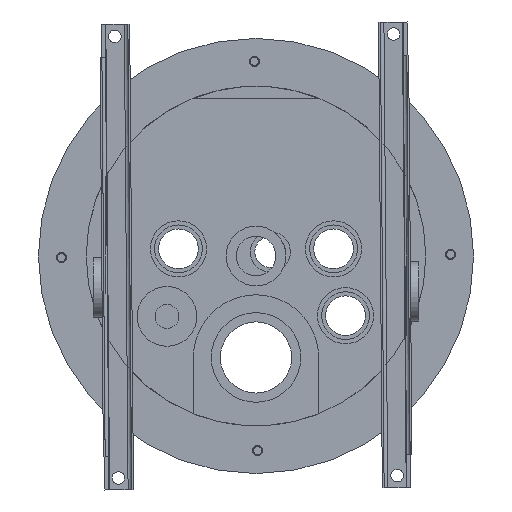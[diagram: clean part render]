
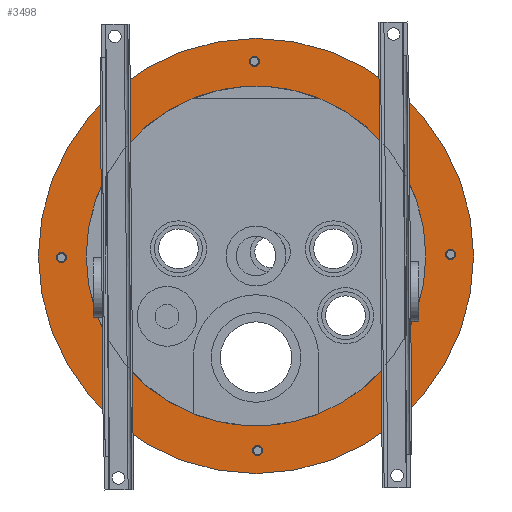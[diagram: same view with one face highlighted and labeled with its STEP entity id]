
A CAD part, front view. The second image highlights one B-rep face of the part: STEP entity #3498.
In plain terms, the highlighted face is planar.
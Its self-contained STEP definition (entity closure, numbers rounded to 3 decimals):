
#519=FACE_BOUND('',#1004,.T.);
#520=FACE_BOUND('',#1005,.T.);
#521=FACE_BOUND('',#1006,.T.);
#522=FACE_BOUND('',#1007,.T.);
#523=FACE_BOUND('',#1008,.T.);
#620=PLANE('',#3987);
#771=FACE_OUTER_BOUND('',#1003,.T.);
#1003=EDGE_LOOP('',(#3069));
#1004=EDGE_LOOP('',(#3070));
#1005=EDGE_LOOP('',(#3071));
#1006=EDGE_LOOP('',(#3072));
#1007=EDGE_LOOP('',(#3073));
#1008=EDGE_LOOP('',(#3074));
#1602=CIRCLE('',#3801,4.2);
#1604=CIRCLE('',#3804,4.2);
#1606=CIRCLE('',#3807,4.2);
#1608=CIRCLE('',#3810,4.2);
#1634=CIRCLE('',#3847,142.25);
#1690=CIRCLE('',#3984,182.25);
#1853=VERTEX_POINT('',#5520);
#1855=VERTEX_POINT('',#5526);
#1857=VERTEX_POINT('',#5532);
#1859=VERTEX_POINT('',#5538);
#1906=VERTEX_POINT('',#5658);
#1985=VERTEX_POINT('',#5963);
#2142=EDGE_CURVE('',#1853,#1853,#1602,.T.);
#2145=EDGE_CURVE('',#1855,#1855,#1604,.T.);
#2148=EDGE_CURVE('',#1857,#1857,#1606,.T.);
#2151=EDGE_CURVE('',#1859,#1859,#1608,.T.);
#2213=EDGE_CURVE('',#1906,#1906,#1634,.T.);
#2357=EDGE_CURVE('',#1985,#1985,#1690,.T.);
#3069=ORIENTED_EDGE('',*,*,#2357,.T.);
#3070=ORIENTED_EDGE('',*,*,#2142,.T.);
#3071=ORIENTED_EDGE('',*,*,#2145,.T.);
#3072=ORIENTED_EDGE('',*,*,#2148,.T.);
#3073=ORIENTED_EDGE('',*,*,#2151,.T.);
#3074=ORIENTED_EDGE('',*,*,#2213,.T.);
#3498=ADVANCED_FACE('',(#771,#519,#520,#521,#522,#523),#620,.F.);
#3801=AXIS2_PLACEMENT_3D('',#5522,#4364,#4365);
#3804=AXIS2_PLACEMENT_3D('',#5528,#4371,#4372);
#3807=AXIS2_PLACEMENT_3D('',#5534,#4378,#4379);
#3810=AXIS2_PLACEMENT_3D('',#5540,#4385,#4386);
#3847=AXIS2_PLACEMENT_3D('',#5660,#4495,#4496);
#3984=AXIS2_PLACEMENT_3D('',#5964,#4857,#4858);
#3987=AXIS2_PLACEMENT_3D('',#5969,#4864,#4865);
#4364=DIRECTION('center_axis',(0.,0.,1.));
#4365=DIRECTION('ref_axis',(1.,0.,0.));
#4371=DIRECTION('center_axis',(0.,0.,1.));
#4372=DIRECTION('ref_axis',(1.,0.,0.));
#4378=DIRECTION('center_axis',(0.,0.,1.));
#4379=DIRECTION('ref_axis',(1.,0.,0.));
#4385=DIRECTION('center_axis',(0.,0.,1.));
#4386=DIRECTION('ref_axis',(1.,0.,0.));
#4495=DIRECTION('center_axis',(0.,0.,1.));
#4496=DIRECTION('ref_axis',(-1.,0.,0.));
#4857=DIRECTION('center_axis',(0.,0.,-1.));
#4858=DIRECTION('ref_axis',(1.,0.,0.));
#4864=DIRECTION('center_axis',(0.,0.,1.));
#4865=DIRECTION('ref_axis',(1.,0.,0.));
#5520=CARTESIAN_POINT('',(-167.195,1.326,-49.));
#5522=CARTESIAN_POINT('Origin',(-162.995,1.326,-49.));
#5526=CARTESIAN_POINT('',(-2.874,162.995,-49.));
#5528=CARTESIAN_POINT('Origin',(1.326,162.995,-49.));
#5532=CARTESIAN_POINT('',(-5.526,-162.995,-49.));
#5534=CARTESIAN_POINT('Origin',(-1.326,-162.995,-49.));
#5538=CARTESIAN_POINT('',(158.795,-1.326,-49.));
#5540=CARTESIAN_POINT('Origin',(162.995,-1.326,-49.));
#5658=CARTESIAN_POINT('',(-142.25,0.,-49.));
#5660=CARTESIAN_POINT('Origin',(0.,0.,
-49.));
#5963=CARTESIAN_POINT('',(-182.25,0.,-49.));
#5964=CARTESIAN_POINT('Origin',(0.,0.,
-49.));
#5969=CARTESIAN_POINT('Origin',(0.,0.,-49.));
